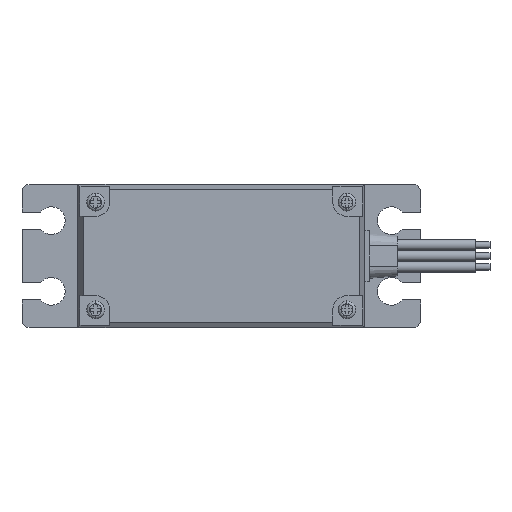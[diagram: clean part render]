
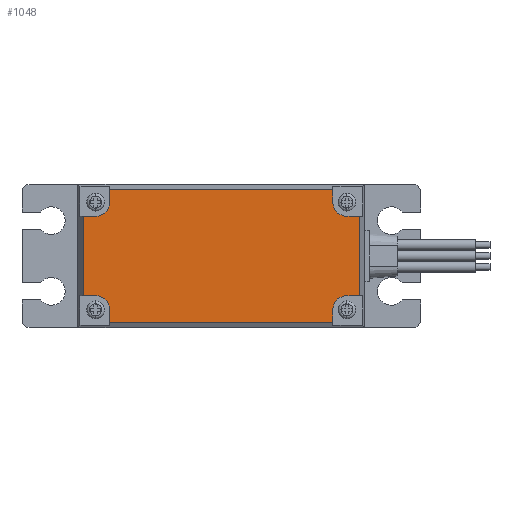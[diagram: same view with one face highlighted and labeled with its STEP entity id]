
A CAD part, front view. The second image highlights one B-rep face of the part: STEP entity #1048.
In plain terms, the highlighted planar face has unit normal (0, -1, 0).
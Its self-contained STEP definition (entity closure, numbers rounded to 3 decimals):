
#154 = VECTOR ( 'NONE', #2377, 1000. ) ;
#281 = DIRECTION ( 'NONE',  ( 0., 0., -1. ) ) ;
#312 = LINE ( 'NONE', #12012, #2650 ) ;
#318 = EDGE_CURVE ( 'NONE', #4049, #7981, #3421, .T. ) ;
#346 = VERTEX_POINT ( 'NONE', #4188 ) ;
#363 = ORIENTED_EDGE ( 'NONE', *, *, #7770, .T. ) ;
#414 = CIRCLE ( 'NONE', #9655, 2. ) ;
#425 = CARTESIAN_POINT ( 'NONE',  ( 40.498, 0., 5.6 ) ) ;
#449 = EDGE_CURVE ( 'NONE', #9219, #7981, #8484, .T. ) ;
#551 = VERTEX_POINT ( 'NONE', #11436 ) ;
#685 = CARTESIAN_POINT ( 'NONE',  ( 37.998, 0., 5.6 ) ) ;
#759 = ORIENTED_EDGE ( 'NONE', *, *, #12925, .F. ) ;
#772 = CARTESIAN_POINT ( 'NONE',  ( 37.998, 0., 7.6 ) ) ;
#870 = CARTESIAN_POINT ( 'NONE',  ( 4.502, 0., -9.35 ) ) ;
#906 = DIRECTION ( 'NONE',  ( 0., -1., 0. ) ) ;
#1048 = ADVANCED_FACE ( 'NONE', ( #11123 ), #3442, .F. ) ;
#1151 = EDGE_LOOP ( 'NONE', ( #5134, #8942, #363, #1269, #4378, #12267, #6534, #8813, #759, #2385, #2303, #8253, #9269, #11464, #6699, #2877 ) ) ;
#1209 = CARTESIAN_POINT ( 'NONE',  ( 4.502, 0., -7.6 ) ) ;
#1223 = VERTEX_POINT ( 'NONE', #11889 ) ;
#1269 = ORIENTED_EDGE ( 'NONE', *, *, #11418, .F. ) ;
#1458 = LINE ( 'NONE', #6892, #4745 ) ;
#1464 = VERTEX_POINT ( 'NONE', #7243 ) ;
#1631 = EDGE_CURVE ( 'NONE', #12182, #6447, #6375, .T. ) ;
#1649 = DIRECTION ( 'NONE',  ( 0., 0., 1. ) ) ;
#1779 = VECTOR ( 'NONE', #9758, 1000. ) ;
#1780 = VECTOR ( 'NONE', #7002, 1000. ) ;
#2175 = CIRCLE ( 'NONE', #2529, 2. ) ;
#2255 = LINE ( 'NONE', #1209, #11062 ) ;
#2303 = ORIENTED_EDGE ( 'NONE', *, *, #4163, .T. ) ;
#2377 = DIRECTION ( 'NONE',  ( 1., 0., 0. ) ) ;
#2385 = ORIENTED_EDGE ( 'NONE', *, *, #8641, .F. ) ;
#2413 = DIRECTION ( 'NONE',  ( 0., 0., 1. ) ) ;
#2509 = CIRCLE ( 'NONE', #2530, 2. ) ;
#2529 = AXIS2_PLACEMENT_3D ( 'NONE', #3240, #9251, #281 ) ;
#2530 = AXIS2_PLACEMENT_3D ( 'NONE', #5162, #10320, #11305 ) ;
#2650 = VECTOR ( 'NONE', #11916, 1000. ) ;
#2714 = LINE ( 'NONE', #8645, #1779 ) ;
#2877 = ORIENTED_EDGE ( 'NONE', *, *, #449, .F. ) ;
#3080 = DIRECTION ( 'NONE',  ( 0., 0., 1. ) ) ;
#3240 = CARTESIAN_POINT ( 'NONE',  ( 2.502, 0., -7.6 ) ) ;
#3421 = LINE ( 'NONE', #4102, #5978 ) ;
#3442 = PLANE ( 'NONE',  #11152 ) ;
#3610 = CARTESIAN_POINT ( 'NONE',  ( 2.502, 0., 7.6 ) ) ;
#3674 = VECTOR ( 'NONE', #10630, 1000. ) ;
#3695 = CARTESIAN_POINT ( 'NONE',  ( 4.502, 0., -7.6 ) ) ;
#4049 = VERTEX_POINT ( 'NONE', #11376 ) ;
#4055 = VERTEX_POINT ( 'NONE', #11419 ) ;
#4102 = CARTESIAN_POINT ( 'NONE',  ( 39.75, 0., 10.1 ) ) ;
#4163 = EDGE_CURVE ( 'NONE', #6336, #4055, #7781, .T. ) ;
#4188 = CARTESIAN_POINT ( 'NONE',  ( 37.998, 0., -5.6 ) ) ;
#4196 = EDGE_CURVE ( 'NONE', #7963, #551, #414, .T. ) ;
#4248 = VERTEX_POINT ( 'NONE', #3695 ) ;
#4378 = ORIENTED_EDGE ( 'NONE', *, *, #4196, .F. ) ;
#4446 = CARTESIAN_POINT ( 'NONE',  ( 4.502, 0., 9.35 ) ) ;
#4534 = VECTOR ( 'NONE', #12902, 1000. ) ;
#4669 = EDGE_CURVE ( 'NONE', #10960, #4055, #7298, .T. ) ;
#4680 = CARTESIAN_POINT ( 'NONE',  ( 40.5, 0., -9.35 ) ) ;
#4745 = VECTOR ( 'NONE', #8964, 1000. ) ;
#4827 = CARTESIAN_POINT ( 'NONE',  ( 0.75, 0., 0. ) ) ;
#5039 = CARTESIAN_POINT ( 'NONE',  ( 39.75, 0., 5.6 ) ) ;
#5134 = ORIENTED_EDGE ( 'NONE', *, *, #11126, .F. ) ;
#5162 = CARTESIAN_POINT ( 'NONE',  ( 37.998, 0., -7.6 ) ) ;
#5505 = CARTESIAN_POINT ( 'NONE',  ( 0., 0., 0. ) ) ;
#5525 = EDGE_CURVE ( 'NONE', #1464, #1223, #6479, .T. ) ;
#5961 = CARTESIAN_POINT ( 'NONE',  ( 0.002, 0., 5.6 ) ) ;
#5978 = VECTOR ( 'NONE', #3080, 1000. ) ;
#6336 = VERTEX_POINT ( 'NONE', #870 ) ;
#6375 = LINE ( 'NONE', #8864, #8426 ) ;
#6447 = VERTEX_POINT ( 'NONE', #7893 ) ;
#6479 = LINE ( 'NONE', #4827, #12281 ) ;
#6488 = DIRECTION ( 'NONE',  ( 0., 0., -1. ) ) ;
#6534 = ORIENTED_EDGE ( 'NONE', *, *, #5525, .T. ) ;
#6699 = ORIENTED_EDGE ( 'NONE', *, *, #318, .T. ) ;
#6892 = CARTESIAN_POINT ( 'NONE',  ( 0.002, 0., -5.6 ) ) ;
#7002 = DIRECTION ( 'NONE',  ( 0., 0., -1. ) ) ;
#7243 = CARTESIAN_POINT ( 'NONE',  ( 0.75, 0., 5.6 ) ) ;
#7298 = LINE ( 'NONE', #10053, #1780 ) ;
#7723 = CARTESIAN_POINT ( 'NONE',  ( 4.502, 0., 7.6 ) ) ;
#7766 = DIRECTION ( 'NONE',  ( 0., 0., 1. ) ) ;
#7770 = EDGE_CURVE ( 'NONE', #12182, #12468, #2714, .T. ) ;
#7781 = LINE ( 'NONE', #4680, #3674 ) ;
#7893 = CARTESIAN_POINT ( 'NONE',  ( 35.998, 0., 7.6 ) ) ;
#7963 = VERTEX_POINT ( 'NONE', #8167 ) ;
#7981 = VERTEX_POINT ( 'NONE', #5039 ) ;
#8165 = VERTEX_POINT ( 'NONE', #11662 ) ;
#8167 = CARTESIAN_POINT ( 'NONE',  ( 2.502, 0., 5.6 ) ) ;
#8253 = ORIENTED_EDGE ( 'NONE', *, *, #4669, .F. ) ;
#8397 = LINE ( 'NONE', #7723, #11215 ) ;
#8426 = VECTOR ( 'NONE', #6488, 1000. ) ;
#8448 = DIRECTION ( 'NONE',  ( 0., 1., 0. ) ) ;
#8484 = LINE ( 'NONE', #425, #154 ) ;
#8641 = EDGE_CURVE ( 'NONE', #6336, #4248, #2255, .T. ) ;
#8645 = CARTESIAN_POINT ( 'NONE',  ( 0., 0., 9.35 ) ) ;
#8813 = ORIENTED_EDGE ( 'NONE', *, *, #11624, .F. ) ;
#8864 = CARTESIAN_POINT ( 'NONE',  ( 35.998, 0., 7.6 ) ) ;
#8880 = DIRECTION ( 'NONE',  ( 0., 0., -1. ) ) ;
#8942 = ORIENTED_EDGE ( 'NONE', *, *, #1631, .F. ) ;
#8964 = DIRECTION ( 'NONE',  ( -1., 0., 0. ) ) ;
#9219 = VERTEX_POINT ( 'NONE', #685 ) ;
#9251 = DIRECTION ( 'NONE',  ( 0., -1., 0. ) ) ;
#9269 = ORIENTED_EDGE ( 'NONE', *, *, #9552, .F. ) ;
#9409 = CARTESIAN_POINT ( 'NONE',  ( 35.998, 0., -7.6 ) ) ;
#9552 = EDGE_CURVE ( 'NONE', #346, #10960, #2509, .T. ) ;
#9655 = AXIS2_PLACEMENT_3D ( 'NONE', #3610, #10671, #1649 ) ;
#9754 = AXIS2_PLACEMENT_3D ( 'NONE', #772, #906, #10919 ) ;
#9758 = DIRECTION ( 'NONE',  ( -1., 0., 0. ) ) ;
#10053 = CARTESIAN_POINT ( 'NONE',  ( 35.998, 0., -7.6 ) ) ;
#10320 = DIRECTION ( 'NONE',  ( 0., -1., 0. ) ) ;
#10630 = DIRECTION ( 'NONE',  ( 1., 0., 0. ) ) ;
#10671 = DIRECTION ( 'NONE',  ( 0., -1., 0. ) ) ;
#10919 = DIRECTION ( 'NONE',  ( 0., 0., -1. ) ) ;
#10960 = VERTEX_POINT ( 'NONE', #9409 ) ;
#11062 = VECTOR ( 'NONE', #11259, 1000. ) ;
#11123 = FACE_OUTER_BOUND ( 'NONE', #1151, .T. ) ;
#11126 = EDGE_CURVE ( 'NONE', #6447, #9219, #12602, .T. ) ;
#11152 = AXIS2_PLACEMENT_3D ( 'NONE', #5505, #8448, #2413 ) ;
#11215 = VECTOR ( 'NONE', #7766, 1000. ) ;
#11259 = DIRECTION ( 'NONE',  ( 0., 0., 1. ) ) ;
#11305 = DIRECTION ( 'NONE',  ( 0., 0., 1. ) ) ;
#11376 = CARTESIAN_POINT ( 'NONE',  ( 39.75, 0., -5.6 ) ) ;
#11418 = EDGE_CURVE ( 'NONE', #551, #12468, #8397, .T. ) ;
#11419 = CARTESIAN_POINT ( 'NONE',  ( 35.998, 0., -9.35 ) ) ;
#11436 = CARTESIAN_POINT ( 'NONE',  ( 4.502, 0., 7.6 ) ) ;
#11464 = ORIENTED_EDGE ( 'NONE', *, *, #12719, .F. ) ;
#11624 = EDGE_CURVE ( 'NONE', #8165, #1223, #1458, .T. ) ;
#11662 = CARTESIAN_POINT ( 'NONE',  ( 2.502, 0., -5.6 ) ) ;
#11889 = CARTESIAN_POINT ( 'NONE',  ( 0.75, 0., -5.6 ) ) ;
#11916 = DIRECTION ( 'NONE',  ( -1., 0., 0. ) ) ;
#11973 = CARTESIAN_POINT ( 'NONE',  ( 35.998, 0., 9.35 ) ) ;
#12012 = CARTESIAN_POINT ( 'NONE',  ( 40.498, 0., -5.6 ) ) ;
#12182 = VERTEX_POINT ( 'NONE', #11973 ) ;
#12267 = ORIENTED_EDGE ( 'NONE', *, *, #12748, .F. ) ;
#12281 = VECTOR ( 'NONE', #8880, 1000. ) ;
#12468 = VERTEX_POINT ( 'NONE', #4446 ) ;
#12602 = CIRCLE ( 'NONE', #9754, 2. ) ;
#12719 = EDGE_CURVE ( 'NONE', #4049, #346, #312, .T. ) ;
#12748 = EDGE_CURVE ( 'NONE', #1464, #7963, #13008, .T. ) ;
#12902 = DIRECTION ( 'NONE',  ( 1., 0., 0. ) ) ;
#12925 = EDGE_CURVE ( 'NONE', #4248, #8165, #2175, .T. ) ;
#13008 = LINE ( 'NONE', #5961, #4534 ) ;
